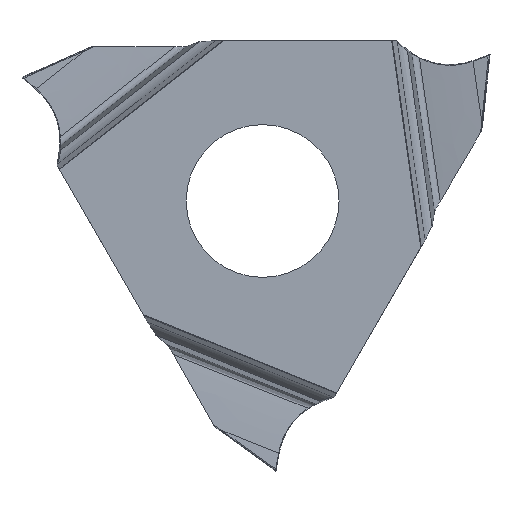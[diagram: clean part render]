
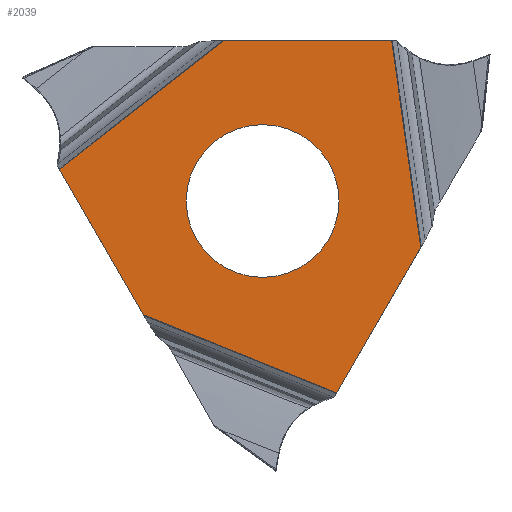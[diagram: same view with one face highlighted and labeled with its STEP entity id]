
A CAD part, left-side view. The second image highlights one B-rep face of the part: STEP entity #2039.
In plain terms, the highlighted planar face has unit normal (-1, 0, 0).
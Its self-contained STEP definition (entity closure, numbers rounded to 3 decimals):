
#45=DIRECTION('',(0.,-0.5,0.866));
#46=VECTOR('',#45,4.941);
#47=CARTESIAN_POINT('',(-3.18,-2.187,-5.652));
#48=LINE('',#47,#46);
#332=DIRECTION('',(0.,0.139,0.99));
#333=VECTOR('',#332,6.153);
#334=CARTESIAN_POINT('',(-3.18,-4.658,-1.373));
#335=LINE('',#334,#333);
#339=DIRECTION('',(0.,-0.927,-0.375));
#340=VECTOR('',#339,6.153);
#341=CARTESIAN_POINT('',(-3.18,3.518,-3.347));
#342=LINE('',#341,#340);
#868=CARTESIAN_POINT('',(-3.18,0.,0.));
#869=DIRECTION('',(1.,0.,0.));
#870=DIRECTION('',(0.,0.,-1.));
#871=AXIS2_PLACEMENT_3D('',#868,#869,#870);
#898=CARTESIAN_POINT('',(-3.18,0.,0.));
#899=DIRECTION('',(1.,0.,0.));
#900=DIRECTION('',(0.,0.,1.));
#901=AXIS2_PLACEMENT_3D('',#898,#899,#900);
#1146=DIRECTION('',(0.,-0.5,-0.866));
#1147=VECTOR('',#1146,4.941);
#1148=CARTESIAN_POINT('',(-3.18,5.988,0.932));
#1149=LINE('',#1148,#1147);
#1220=DIRECTION('',(0.,1.,0.));
#1221=VECTOR('',#1220,4.941);
#1222=CARTESIAN_POINT('',(-3.18,-3.801,4.72));
#1223=LINE('',#1222,#1221);
#1249=DIRECTION('',(0.,0.788,-0.616));
#1250=VECTOR('',#1249,6.153);
#1251=CARTESIAN_POINT('',(-3.18,1.14,4.72));
#1252=LINE('',#1251,#1250);
#1630=CARTESIAN_POINT('',(-3.18,-2.187,-5.652));
#1631=CARTESIAN_POINT('',(-3.18,-4.658,-1.373));
#1632=VERTEX_POINT('',#1630);
#1633=VERTEX_POINT('',#1631);
#1634=CARTESIAN_POINT('',(-3.18,-3.801,4.72));
#1635=CARTESIAN_POINT('',(-3.18,1.14,4.72));
#1636=VERTEX_POINT('',#1634);
#1637=VERTEX_POINT('',#1635);
#1638=CARTESIAN_POINT('',(-3.18,5.988,0.932));
#1639=CARTESIAN_POINT('',(-3.18,3.518,-3.347));
#1640=VERTEX_POINT('',#1638);
#1641=VERTEX_POINT('',#1639);
#1642=CARTESIAN_POINT('',(-3.18,0.,2.25));
#1643=CARTESIAN_POINT('',(-3.18,0.,-2.25));
#1644=VERTEX_POINT('',#1642);
#1645=VERTEX_POINT('',#1643);
#2016=CARTESIAN_POINT('',(-3.18,9.237,-9.));
#2017=DIRECTION('',(1.,0.,0.));
#2018=DIRECTION('',(0.,0.,1.));
#2019=AXIS2_PLACEMENT_3D('',#2016,#2017,#2018);
#2020=PLANE('',#2019);
#2021=ORIENTED_EDGE('',*,*,#1771,.F.);
#2023=ORIENTED_EDGE('',*,*,#2022,.F.);
#2025=ORIENTED_EDGE('',*,*,#2024,.F.);
#2027=ORIENTED_EDGE('',*,*,#2026,.F.);
#2029=ORIENTED_EDGE('',*,*,#2028,.F.);
#2030=ORIENTED_EDGE('',*,*,#2007,.F.);
#2031=EDGE_LOOP('',(#2021,#2023,#2025,#2027,#2029,#2030));
#2032=FACE_OUTER_BOUND('',#2031,.F.);
#2034=ORIENTED_EDGE('',*,*,#2033,.F.);
#2036=ORIENTED_EDGE('',*,*,#2035,.F.);
#2037=EDGE_LOOP('',(#2034,#2036));
#2038=FACE_BOUND('',#2037,.F.);
#872=CIRCLE('',#871,2.25);
#902=CIRCLE('',#901,2.25);
#1771=EDGE_CURVE('',#1632,#1633,#48,.T.);
#2007=EDGE_CURVE('',#1633,#1636,#335,.T.);
#2022=EDGE_CURVE('',#1641,#1632,#342,.T.);
#2024=EDGE_CURVE('',#1640,#1641,#1149,.T.);
#2026=EDGE_CURVE('',#1637,#1640,#1252,.T.);
#2028=EDGE_CURVE('',#1636,#1637,#1223,.T.);
#2033=EDGE_CURVE('',#1644,#1645,#902,.T.);
#2035=EDGE_CURVE('',#1645,#1644,#872,.T.);
#2039=ADVANCED_FACE('',(#2032,#2038),#2020,.F.);
